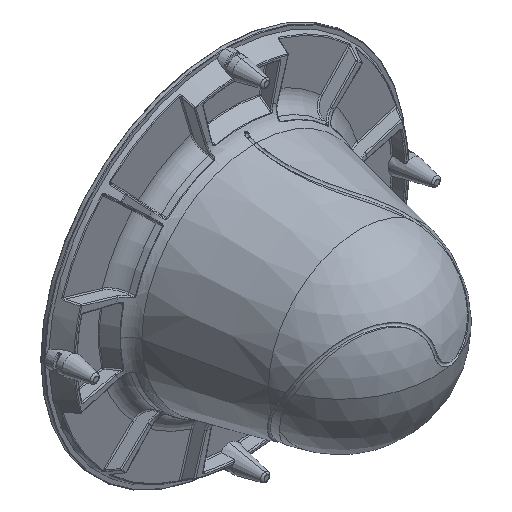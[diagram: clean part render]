
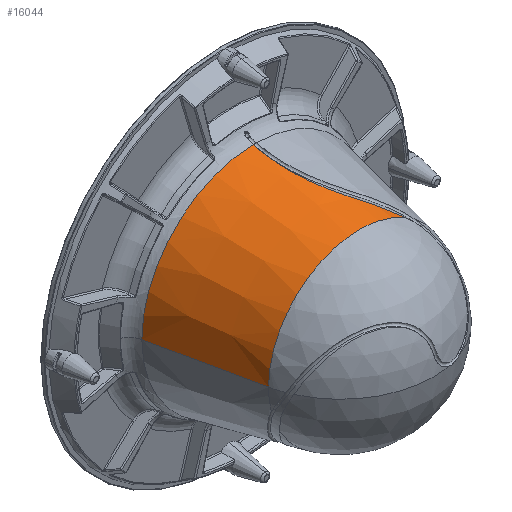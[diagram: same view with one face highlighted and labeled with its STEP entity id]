
A CAD part, isometric view. The second image highlights one B-rep face of the part: STEP entity #16044.
In plain terms, the highlighted conical face has half-angle 12 degrees and reference radius 44.226 mm.
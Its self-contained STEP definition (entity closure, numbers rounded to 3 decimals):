
#847 = B_SPLINE_CURVE_WITH_KNOTS ( 'NONE', 3,
 ( #7615, #23548, #23944, #25980 ),
 .UNSPECIFIED., .F., .F.,
 ( 4, 4 ),
 ( 0., 0.002 ),
 .UNSPECIFIED. ) ;
#1422 = ORIENTED_EDGE ( 'NONE', *, *, #5596, .T. ) ;
#1495 = CARTESIAN_POINT ( 'NONE',  ( 13.658, -58.143, 44.083 ) ) ;
#1591 = CARTESIAN_POINT ( 'NONE',  ( 15.261, -59.748, 43.192 ) ) ;
#1704 = CARTESIAN_POINT ( 'NONE',  ( 18.839, -63.248, 40.946 ) ) ;
#1802 = CARTESIAN_POINT ( 'NONE',  ( -0.75, -18.408, 54.589 ) ) ;
#2480 = CARTESIAN_POINT ( 'NONE',  ( -0.677, -16.337, 55.03 ) ) ;
#2912 = AXIS2_PLACEMENT_3D ( 'NONE', #17580, #15162, #17488 ) ;
#3100 = ORIENTED_EDGE ( 'NONE', *, *, #3965, .F. ) ;
#3343 = CIRCLE ( 'NONE', #2912, 55.034 ) ;
#3720 = CARTESIAN_POINT ( 'NONE',  ( -0.617, -24.405, 53.316 ) ) ;
#3923 = CARTESIAN_POINT ( 'NONE',  ( 21.089, -65.602, 39.268 ) ) ;
#3965 = EDGE_CURVE ( 'NONE', #11477, #10940, #25925, .T. ) ;
#4018 = CARTESIAN_POINT ( 'NONE',  ( 0.406, -32.106, 51.681 ) ) ;
#5596 = EDGE_CURVE ( 'NONE', #10739, #10940, #3343, .T. ) ;
#5720 = CARTESIAN_POINT ( 'NONE',  ( -44.226, -67.187, 0. ) ) ;
#5843 = CARTESIAN_POINT ( 'NONE',  ( -0.75, -18.408, 54.589 ) ) ;
#5862 = AXIS2_PLACEMENT_3D ( 'NONE', #9459, #23661, #25691 ) ;
#6050 = CARTESIAN_POINT ( 'NONE',  ( -0.646, -24.107, 53.379 ) ) ;
#6153 = CARTESIAN_POINT ( 'NONE',  ( -0.533, -25.297, 53.127 ) ) ;
#6247 = CARTESIAN_POINT ( 'NONE',  ( 14.053, -58.554, 43.867 ) ) ;
#6344 = CARTESIAN_POINT ( 'NONE',  ( 17.276, -61.688, 41.981 ) ) ;
#6451 = CARTESIAN_POINT ( 'NONE',  ( 14.854, -59.356, 43.422 ) ) ;
#7529 = EDGE_CURVE ( 'NONE', #11477, #25582, #10575, .T. ) ;
#7615 = CARTESIAN_POINT ( 'NONE',  ( -0.75, -18.408, 54.589 ) ) ;
#7799 = ORIENTED_EDGE ( 'NONE', *, *, #7529, .T. ) ;
#8210 = FACE_OUTER_BOUND ( 'NONE', #13170, .T. ) ;
#8588 = CARTESIAN_POINT ( 'NONE',  ( -0.767, -19.612, 54.333 ) ) ;
#8688 = CARTESIAN_POINT ( 'NONE',  ( 12.493, -56.883, 44.711 ) ) ;
#9459 = CARTESIAN_POINT ( 'NONE',  ( 0., -67.187, 0. ) ) ;
#10285 = CARTESIAN_POINT ( 'NONE',  ( -55.034, -16.337, 0. ) ) ;
#10575 = CIRCLE ( 'NONE', #21252, 44.226 ) ;
#10724 = CARTESIAN_POINT ( 'NONE',  ( 1.055, -35.039, 51.049 ) ) ;
#10739 = VERTEX_POINT ( 'NONE', #2480 ) ;
#10940 = VERTEX_POINT ( 'NONE', #10285 ) ;
#11027 = CARTESIAN_POINT ( 'NONE',  ( -0.185, -28.565, 52.435 ) ) ;
#11477 = VERTEX_POINT ( 'NONE', #18710 ) ;
#12089 = B_SPLINE_CURVE_WITH_KNOTS ( 'NONE', 3,
 ( #17451, #22288, #3923, #27065, #1704, #20272, #6344, #22594, #15601, #1591, #6451, #6247, #1495, #8688, #17948, #13086, #13384, #17855, #13280, #15697, #13184, #26871, #26970, #10724, #25015, #4018, #29391, #24912, #20171, #11027, #20078, #12988, #24718, #6153, #29491, #3720, #6050, #22496, #22395, #27281, #8588, #1802 ),
 .UNSPECIFIED., .F., .F.,
 ( 4, 2, 2, 2, 2, 2, 2, 2, 2, 2, 2, 2, 2, 2, 2, 2, 2, 2, 2, 2, 4 ),
 ( 0., 0.004, 0.007, 0.009, 0.011, 0.013, 0.015, 0.018, 0.022, 0.029, 0.037, 0.04, 0.044, 0.046, 0.047, 0.049, 0.051, 0.052, 0.053, 0.055, 0.058 ),
 .UNSPECIFIED. ) ;
#12229 = CONICAL_SURFACE ( 'NONE', #5862, 44.226, 0.209 ) ;
#12794 = ORIENTED_EDGE ( 'NONE', *, *, #14474, .T. ) ;
#12988 = CARTESIAN_POINT ( 'NONE',  ( -0.392, -26.785, 52.812 ) ) ;
#13086 = CARTESIAN_POINT ( 'NONE',  ( 10.273, -54.198, 45.857 ) ) ;
#13124 = VERTEX_POINT ( 'NONE', #5843 ) ;
#13170 = EDGE_LOOP ( 'NONE', ( #3100, #7799, #23838, #12794, #1422 ) ) ;
#13184 = CARTESIAN_POINT ( 'NONE',  ( 3.23, -41.896, 49.503 ) ) ;
#13280 = CARTESIAN_POINT ( 'NONE',  ( 6.31, -48.303, 47.839 ) ) ;
#13384 = CARTESIAN_POINT ( 'NONE',  ( 9.566, -53.258, 46.212 ) ) ;
#14474 = EDGE_CURVE ( 'NONE', #13124, #10739, #847, .T. ) ;
#15162 = DIRECTION ( 'NONE',  ( 0., -1., 0. ) ) ;
#15601 = CARTESIAN_POINT ( 'NONE',  ( 16.073, -60.526, 42.72 ) ) ;
#15697 = CARTESIAN_POINT ( 'NONE',  ( 4.161, -44.082, 48.973 ) ) ;
#16044 = ADVANCED_FACE ( 'NONE', ( #8210 ), #12229, .T. ) ;
#17451 = CARTESIAN_POINT ( 'NONE',  ( 22.519, -67.187, 38.064 ) ) ;
#17488 = DIRECTION ( 'NONE',  ( -1., 0., 0. ) ) ;
#17580 = CARTESIAN_POINT ( 'NONE',  ( 0., -16.337, 0. ) ) ;
#17586 = DIRECTION ( 'NONE',  ( 0., 1., 0. ) ) ;
#17855 = CARTESIAN_POINT ( 'NONE',  ( 7.527, -50.337, 47.234 ) ) ;
#17948 = CARTESIAN_POINT ( 'NONE',  ( 11.736, -56.011, 45.106 ) ) ;
#18710 = CARTESIAN_POINT ( 'NONE',  ( -44.226, -67.187, 0. ) ) ;
#19732 = CARTESIAN_POINT ( 'NONE',  ( 0., -67.187, 0. ) ) ;
#19785 = VECTOR ( 'NONE', #26838, 1000. ) ;
#20078 = CARTESIAN_POINT ( 'NONE',  ( -0.261, -27.973, 52.56 ) ) ;
#20171 = CARTESIAN_POINT ( 'NONE',  ( -0.009, -29.748, 52.184 ) ) ;
#20272 = CARTESIAN_POINT ( 'NONE',  ( 17.67, -62.077, 41.727 ) ) ;
#21252 = AXIS2_PLACEMENT_3D ( 'NONE', #19732, #17586, #21942 ) ;
#21942 = DIRECTION ( 'NONE',  ( -1., 0., 0. ) ) ;
#22288 = CARTESIAN_POINT ( 'NONE',  ( 21.813, -66.392, 38.677 ) ) ;
#22395 = CARTESIAN_POINT ( 'NONE',  ( -0.739, -22.615, 53.695 ) ) ;
#22496 = CARTESIAN_POINT ( 'NONE',  ( -0.712, -23.213, 53.568 ) ) ;
#22594 = CARTESIAN_POINT ( 'NONE',  ( 16.477, -60.913, 42.478 ) ) ;
#23548 = CARTESIAN_POINT ( 'NONE',  ( -0.74, -17.718, 54.736 ) ) ;
#23661 = DIRECTION ( 'NONE',  ( 0., 1., 0. ) ) ;
#23838 = ORIENTED_EDGE ( 'NONE', *, *, #27328, .T. ) ;
#23944 = CARTESIAN_POINT ( 'NONE',  ( -0.713, -17.027, 54.883 ) ) ;
#24718 = CARTESIAN_POINT ( 'NONE',  ( -0.449, -26.19, 52.938 ) ) ;
#24857 = CARTESIAN_POINT ( 'NONE',  ( 22.519, -67.187, 38.064 ) ) ;
#24912 = CARTESIAN_POINT ( 'NONE',  ( 0.089, -30.338, 52.058 ) ) ;
#25015 = CARTESIAN_POINT ( 'NONE',  ( 0.771, -33.868, 51.303 ) ) ;
#25582 = VERTEX_POINT ( 'NONE', #24857 ) ;
#25691 = DIRECTION ( 'NONE',  ( -1., 0., 0. ) ) ;
#25925 = LINE ( 'NONE', #5720, #19785 ) ;
#25980 = CARTESIAN_POINT ( 'NONE',  ( -0.677, -16.337, 55.03 ) ) ;
#26838 = DIRECTION ( 'NONE',  ( -0.208, 0.978, 0. ) ) ;
#26871 = CARTESIAN_POINT ( 'NONE',  ( 2.051, -38.511, 50.281 ) ) ;
#26970 = CARTESIAN_POINT ( 'NONE',  ( 1.694, -37.365, 50.537 ) ) ;
#27065 = CARTESIAN_POINT ( 'NONE',  ( 19.602, -64.029, 40.402 ) ) ;
#27281 = CARTESIAN_POINT ( 'NONE',  ( -0.79, -20.817, 54.076 ) ) ;
#27328 = EDGE_CURVE ( 'NONE', #25582, #13124, #12089, .T. ) ;
#29391 = CARTESIAN_POINT ( 'NONE',  ( 0.295, -31.517, 51.807 ) ) ;
#29491 = CARTESIAN_POINT ( 'NONE',  ( -0.56, -25., 53.19 ) ) ;
